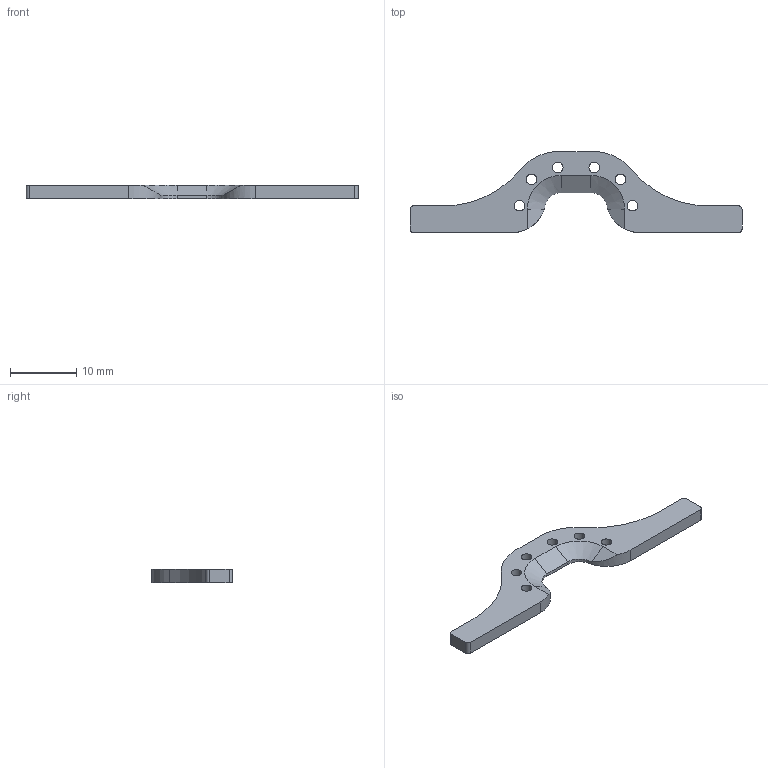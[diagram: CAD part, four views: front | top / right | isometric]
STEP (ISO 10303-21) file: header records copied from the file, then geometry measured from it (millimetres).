
FILE_DESCRIPTION(/* description */ ('Unknown'),/* implementation_level */ '2;1');
FILE_NAME(/* name */ 'Carbon Flat headbarII',/* time_stamp */ '2018-06-07T12:16:22+02:00',/* author */ ('Unknown'),/* organization */ ('Unknown'),/* preprocessor_version */ 'ST-DEVELOPER v16.7',/* originating_system */ 'DEX',/* authorisation */ $);
FILE_SCHEMA (('AUTOMOTIVE_DESIGN {1 0 10303 214 3 1 1}'));
Length unit declared in the file: millimetre
Products named in the file (1): Carbon Flat headbarII
Bounding box: 50.04 x 12.2 x 2 mm (x, y, z)
Volume: 547.3 mm3; surface area: 861.1 mm2
Topology: 1 solids, 1 shells, 33 faces, 94 edges, 63 vertices
Faces by surface type: cylinder 18, plane 13, cone 2
Full cylindrical faces by diameter (mm): 1.6 x6
Entity records: 1095 total; most frequent: DIRECTION 191, CARTESIAN_POINT 185, ORIENTED_EDGE 170, EDGE_CURVE 85, AXIS2_PLACEMENT_3D 74, VERTEX_POINT 60, EDGE_LOOP 51, FACE_BOUND 51
